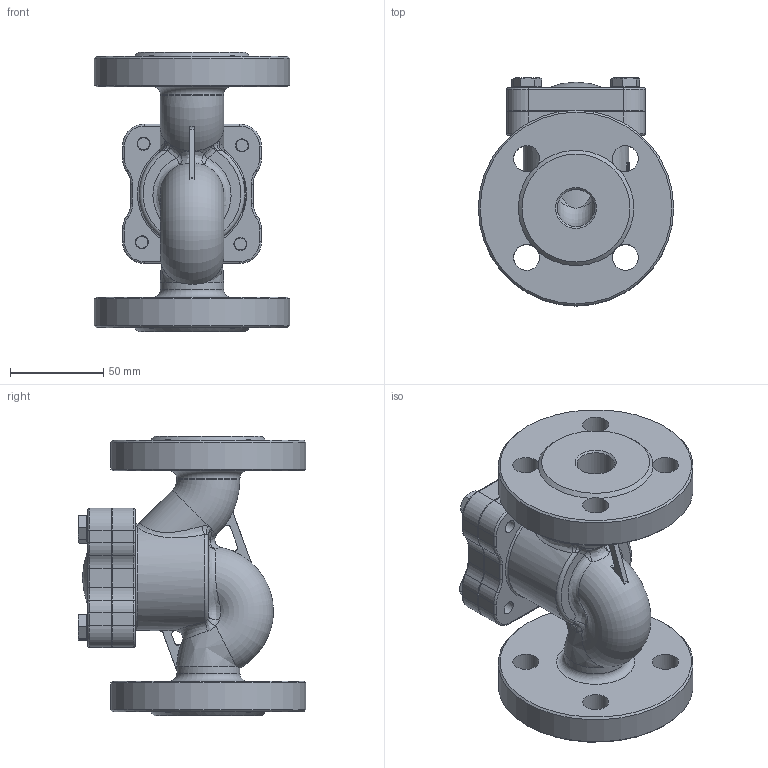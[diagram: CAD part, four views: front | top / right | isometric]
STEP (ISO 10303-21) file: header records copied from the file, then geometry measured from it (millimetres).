
FILE_DESCRIPTION(/* description */ (''),/* implementation_level */ '2;1');
FILE_NAME(/* name */ 'DN20_3D_STEP.stp',/* time_stamp */ '2025-12-01T23:47:45+03:00',/* author */ ('igorr'),/* organization */ (''),/* preprocessor_version */ 'ST-DEVELOPER v20',/* originating_system */ 'Autodesk Inventor 2025',/* authorisation */ '');
FILE_SCHEMA (('AUTOMOTIVE_DESIGN { 1 0 10303 214 3 1 1 }'));
Length unit declared in the file: millimetre
Products named in the file (3): Сборка1; Деталь1; AS 1110 - M8 x 12
Assembly tree (5 placements, depth 2):
  Сборка1
    Деталь1
    AS 1110 - M8 x 12  x4
Bounding box: 105 x 122.5 x 150 mm (x, y, z)
Volume: 564270.8 mm3; surface area: 103671.4 mm2
Topology: 5 solids, 5 shells, 341 faces, 851 edges, 528 vertices
Faces by surface type: plane 134, cylinder 83, bspline 50, cone 36, torus 35, sphere 3
Full cylindrical faces by diameter (mm): 7 x8, 8 x4, 13 x4, 14 x8, 15 x1, 20 x2, 34 x2, 105 x2
Entity records: 10826 total; most frequent: CARTESIAN_POINT 3926, ORIENTED_EDGE 1388, DIRECTION 1342, EDGE_CURVE 694, AXIS2_PLACEMENT_3D 550, VERTEX_POINT 438, EDGE_LOOP 314, CIRCLE 304
